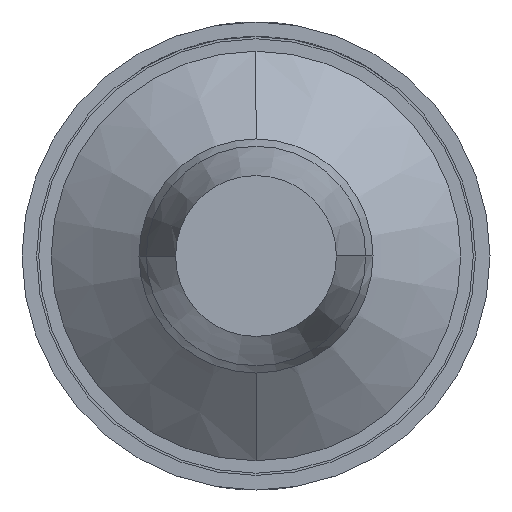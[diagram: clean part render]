
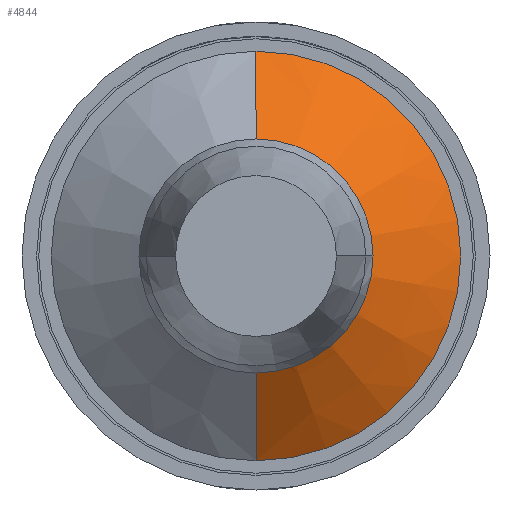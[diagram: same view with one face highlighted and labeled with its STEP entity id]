
A CAD part, front view. The second image highlights one B-rep face of the part: STEP entity #4844.
In plain terms, the highlighted conical face has half-angle 53.13 degrees and reference radius 0.6 mm.
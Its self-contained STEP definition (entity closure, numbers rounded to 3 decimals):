
#77 = ORIENTED_EDGE ( 'NONE', *, *, #4849, .F. ) ;
#117 = FACE_OUTER_BOUND ( 'NONE', #3943, .T. ) ;
#118 = CARTESIAN_POINT ( 'NONE',  ( 0., -11.2, -0.6 ) ) ;
#198 = LINE ( 'NONE', #499, #2960 ) ;
#254 = VECTOR ( 'NONE', #1368, 1000. ) ;
#414 = CARTESIAN_POINT ( 'NONE',  ( 0., -11.2, 0.6 ) ) ;
#462 = CARTESIAN_POINT ( 'NONE',  ( 0., -11.2, 0.6 ) ) ;
#499 = CARTESIAN_POINT ( 'NONE',  ( 0., -11.2, -0.6 ) ) ;
#784 = DIRECTION ( 'NONE',  ( 0., 1., 0. ) ) ;
#807 = DIRECTION ( 'NONE',  ( 0., 0., -1. ) ) ;
#878 = VERTEX_POINT ( 'NONE', #462 ) ;
#967 = DIRECTION ( 'NONE',  ( 0., 0.6, -0.8 ) ) ;
#1048 = AXIS2_PLACEMENT_3D ( 'NONE', #1824, #3262, #1804 ) ;
#1368 = DIRECTION ( 'NONE',  ( 0., 0.6, 0.8 ) ) ;
#1582 = DIRECTION ( 'NONE',  ( 0., 1., 0. ) ) ;
#1804 = DIRECTION ( 'NONE',  ( 0., 0., -1. ) ) ;
#1824 = CARTESIAN_POINT ( 'NONE',  ( 0., -11.2, 0. ) ) ;
#1911 = LINE ( 'NONE', #414, #254 ) ;
#1958 = ORIENTED_EDGE ( 'NONE', *, *, #4529, .T. ) ;
#2035 = DIRECTION ( 'NONE',  ( 0., 0., -1. ) ) ;
#2509 = CARTESIAN_POINT ( 'NONE',  ( 0., -10.6, 0. ) ) ;
#2828 = EDGE_CURVE ( 'NONE', #3491, #3615, #198, .T. ) ;
#2960 = VECTOR ( 'NONE', #967, 1000. ) ;
#3160 = AXIS2_PLACEMENT_3D ( 'NONE', #2509, #784, #807 ) ;
#3262 = DIRECTION ( 'NONE',  ( 0., 1., 0. ) ) ;
#3491 = VERTEX_POINT ( 'NONE', #118 ) ;
#3615 = VERTEX_POINT ( 'NONE', #4710 ) ;
#3670 = CIRCLE ( 'NONE', #3160, 1.4 ) ;
#3943 = EDGE_LOOP ( 'NONE', ( #4908, #1958, #5041, #77 ) ) ;
#3961 = CIRCLE ( 'NONE', #1048, 0.6 ) ;
#4358 = CARTESIAN_POINT ( 'NONE',  ( 0., -11.2, 0. ) ) ;
#4412 = VERTEX_POINT ( 'NONE', #5984 ) ;
#4529 = EDGE_CURVE ( 'Defeature ausgef�hrt1_35+Defeature ausgef�hrt1_34+Defeature ausgef�hrt1_34+Defeature ausgef�hrt1_34', #878, #3491, #3961, .T. ) ;
#4710 = CARTESIAN_POINT ( 'NONE',  ( 0., -10.6, -1.4 ) ) ;
#4844 = ADVANCED_FACE ( 'Defeature ausgef�hrt1_35', ( #117 ), #5978, .T. ) ;
#4849 = EDGE_CURVE ( 'Defeature ausgef�hrt1_36+Defeature ausgef�hrt1_35+Defeature ausgef�hrt1_35+Defeature ausgef�hrt1_35', #4412, #3615, #3670, .T. ) ;
#4908 = ORIENTED_EDGE ( 'NONE', *, *, #5733, .F. ) ;
#5041 = ORIENTED_EDGE ( 'NONE', *, *, #2828, .T. ) ;
#5695 = AXIS2_PLACEMENT_3D ( 'NONE', #4358, #1582, #2035 ) ;
#5733 = EDGE_CURVE ( 'NONE', #878, #4412, #1911, .T. ) ;
#5978 = CONICAL_SURFACE ( 'NONE', #5695, 0.6, 0.927 ) ;
#5984 = CARTESIAN_POINT ( 'NONE',  ( 0., -10.6, 1.4 ) ) ;
